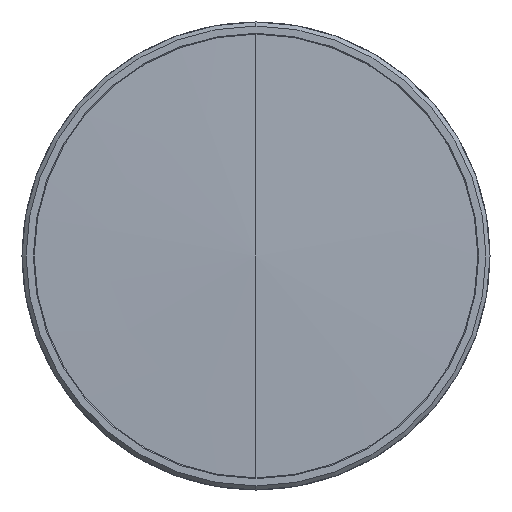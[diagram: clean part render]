
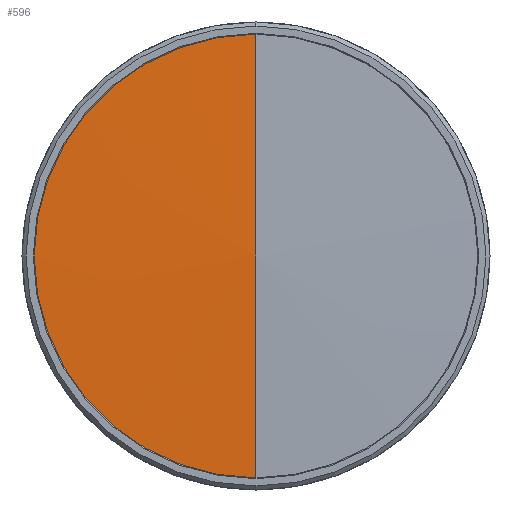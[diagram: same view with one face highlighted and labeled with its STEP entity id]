
A CAD part, left-side view. The second image highlights one B-rep face of the part: STEP entity #596.
In plain terms, the highlighted conical face has half-angle 88.492 degrees and reference radius 37992.6 mm.
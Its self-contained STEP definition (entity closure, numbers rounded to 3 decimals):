
#537 = EDGE_CURVE ( 'NONE', #1062, #1598, #2232, .T. ) ;
#571 = EDGE_CURVE ( 'NONE', #1092, #1598, #2287, .T. ) ;
#580 = EDGE_CURVE ( 'NONE', #1092, #1062, #2339, .T. ) ;
#596 = ADVANCED_FACE ( 'NONE', ( #2345 ), #2400, .T. ) ;
#1062 = VERTEX_POINT ( 'NONE', #5410 ) ;
#1092 = VERTEX_POINT ( 'NONE', #5460 ) ;
#1095 = EDGE_LOOP ( 'NONE', ( #1495, #1512, #1520 ) ) ;
#1495 = ORIENTED_EDGE ( 'NONE', *, *, #580, .F. ) ;
#1512 = ORIENTED_EDGE ( 'NONE', *, *, #571, .T. ) ;
#1520 = ORIENTED_EDGE ( 'NONE', *, *, #537, .F. ) ;
#1598 = VERTEX_POINT ( 'NONE', #5484 ) ;
#1651 = AXIS2_PLACEMENT_3D ( 'NONE', #6317, #6308, #6303 ) ;
#1741 = AXIS2_PLACEMENT_3D ( 'NONE', #6497, #6480, #6463 ) ;
#2232 = CIRCLE ( 'NONE', #1651, 135.55 ) ;
#2287 = LINE ( 'NONE', #6389, #2343 ) ;
#2308 = VECTOR ( 'NONE', #6431, 1000. ) ;
#2339 = LINE ( 'NONE', #6451, #2308 ) ;
#2343 = VECTOR ( 'NONE', #6378, 1000. ) ;
#2345 = FACE_OUTER_BOUND ( 'NONE', #1095, .T. ) ;
#2400 = CONICAL_SURFACE ( 'NONE', #1741, 37992.62, 1.544 ) ;
#5410 = CARTESIAN_POINT ( 'NONE',  ( 4.068, 0., -135.55 ) ) ;
#5460 = CARTESIAN_POINT ( 'NONE',  ( 0.5, 0., 0. ) ) ;
#5484 = CARTESIAN_POINT ( 'NONE',  ( 4.068, 0., 135.55 ) ) ;
#6303 = DIRECTION ( 'NONE',  ( 0., 0., -1. ) ) ;
#6308 = DIRECTION ( 'NONE',  ( 1., 0., 0. ) ) ;
#6317 = CARTESIAN_POINT ( 'NONE',  ( 4.068, 0., 0. ) ) ;
#6378 = DIRECTION ( 'NONE',  ( 0.026, 0., 1. ) ) ;
#6389 = CARTESIAN_POINT ( 'NONE',  ( 0.5, 0., 0. ) ) ;
#6431 = DIRECTION ( 'NONE',  ( 0.026, 0., -1. ) ) ;
#6451 = CARTESIAN_POINT ( 'NONE',  ( 0.5, 0., 0. ) ) ;
#6463 = DIRECTION ( 'NONE',  ( 0., 0., -1. ) ) ;
#6480 = DIRECTION ( 'NONE',  ( 1., 0., 0. ) ) ;
#6497 = CARTESIAN_POINT ( 'NONE',  ( 1000.5, 0., 0. ) ) ;
